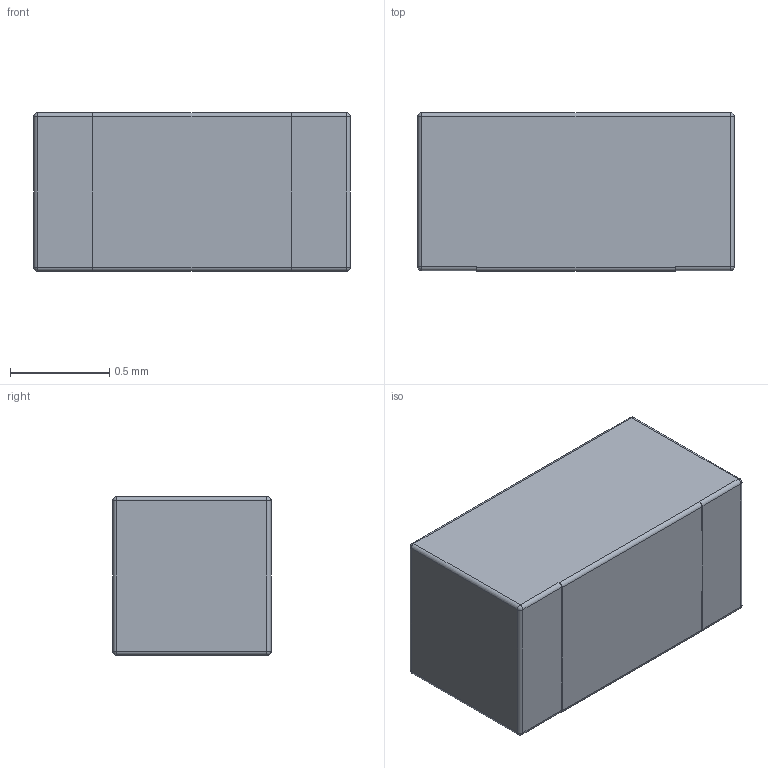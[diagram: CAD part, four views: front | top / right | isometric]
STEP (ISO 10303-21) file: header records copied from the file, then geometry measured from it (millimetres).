
FILE_DESCRIPTION(/* description */ ('Unknown'),/* implementation_level */ '2;1');
FILE_NAME(/* name */ 'WE-PMCI_160808',/* time_stamp */ '2025-02-18T11:39:12+01:00',/* author */ ('Unknown'),/* organization */ ('Unknown'),/* preprocessor_version */ 'ST-DEVELOPER v19.4',/* originating_system */ 'Solid Edge',/* authorisation */ 'Unknown');
FILE_SCHEMA (('PROCESS_PLANNING_SCHEMA','AUTOMOTIVE_DESIGN {1 0 10303 214 3 1 1}'));
Length unit declared in the file: millimetre
Products named in the file (1): WE-PMCI_160808
Bounding box: 1.59 x 0.8 x 0.8 mm (x, y, z)
Volume: 1 mm3; surface area: 6.3 mm2
Topology: 1 solids, 1 shells, 34 faces, 80 edges, 40 vertices
Faces by surface type: cylinder 16, plane 10, sphere 8
Entity records: 1158 total; most frequent: DIRECTION 174, CARTESIAN_POINT 147, ORIENTED_EDGE 144, EDGE_CURVE 72, AXIS2_PLACEMENT_3D 67, VERTEX_POINT 40, LINE 40, VECTOR 40
